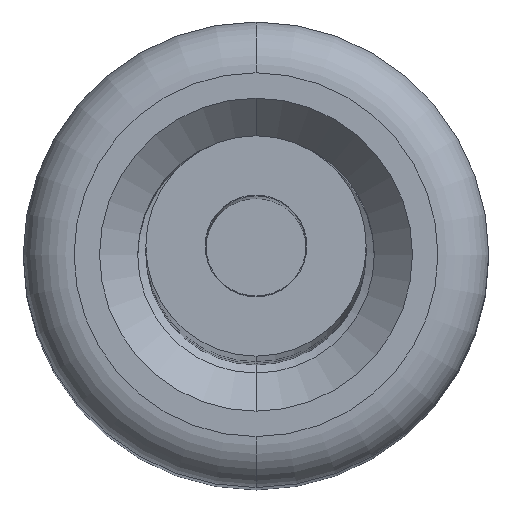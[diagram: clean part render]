
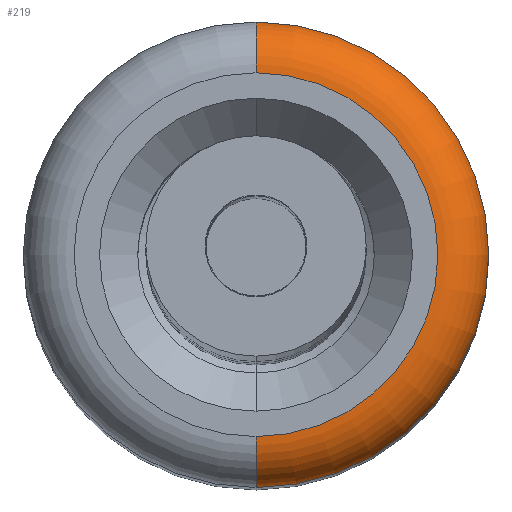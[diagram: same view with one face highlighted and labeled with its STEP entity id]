
A CAD part, top view. The second image highlights one B-rep face of the part: STEP entity #219.
In plain terms, the highlighted toroidal (fillet/blend) face has major radius 1.816 mm and minor radius 0.508 mm.
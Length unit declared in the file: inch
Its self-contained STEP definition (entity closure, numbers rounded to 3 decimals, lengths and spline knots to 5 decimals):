
#1=CARTESIAN_POINT('',(0.,0.,0.31045));
#2=DIRECTION('',(0.,0.,1.));
#3=DIRECTION('',(0.,-1.,0.));
#4=AXIS2_PLACEMENT_3D('',#1,#2,#3);
#21=CARTESIAN_POINT('',(0.,-0.0715,0.29045));
#22=DIRECTION('',(1.,0.,0.));
#23=DIRECTION('',(0.,0.,1.));
#24=AXIS2_PLACEMENT_3D('',#21,#22,#23);
#26=CARTESIAN_POINT('',(0.,0.0715,0.29045));
#27=DIRECTION('',(-1.,0.,0.));
#28=DIRECTION('',(0.,0.,1.));
#29=AXIS2_PLACEMENT_3D('',#26,#27,#28);
#60=CARTESIAN_POINT('',(0.,0.,0.29045));
#61=DIRECTION('',(0.,0.,1.));
#62=DIRECTION('',(0.,-1.,0.));
#63=AXIS2_PLACEMENT_3D('',#60,#61,#62);
#171=CARTESIAN_POINT('',(0.,-0.0715,0.31045));
#172=CARTESIAN_POINT('',(0.,0.0715,0.31045));
#173=VERTEX_POINT('',#171);
#174=VERTEX_POINT('',#172);
#175=CARTESIAN_POINT('',(0.,-0.0915,0.29045));
#176=CARTESIAN_POINT('',(0.,0.0915,0.29045));
#177=VERTEX_POINT('',#175);
#178=VERTEX_POINT('',#176);
#205=CARTESIAN_POINT('',(0.,0.,0.29045));
#206=DIRECTION('',(0.,0.,1.));
#207=DIRECTION('',(-0.011,-1.,0.));
#208=AXIS2_PLACEMENT_3D('',#205,#206,#207);
#209=TOROIDAL_SURFACE('',#208,0.0715,0.02);
#210=ORIENTED_EDGE('',*,*,#192,.T.);
#212=ORIENTED_EDGE('',*,*,#211,.T.);
#214=ORIENTED_EDGE('',*,*,#213,.F.);
#216=ORIENTED_EDGE('',*,*,#215,.F.);
#217=EDGE_LOOP('',(#210,#212,#214,#216));
#218=FACE_OUTER_BOUND('',#217,.F.);
#219=ADVANCED_FACE('',(#218),#209,.T.);
#5=CIRCLE('',#4,0.0715);
#25=CIRCLE('',#24,0.02);
#30=CIRCLE('',#29,0.02);
#64=CIRCLE('',#63,0.0915);
#192=EDGE_CURVE('',#173,#174,#5,.T.);
#211=EDGE_CURVE('',#174,#178,#30,.T.);
#213=EDGE_CURVE('',#177,#178,#64,.T.);
#215=EDGE_CURVE('',#173,#177,#25,.T.);
